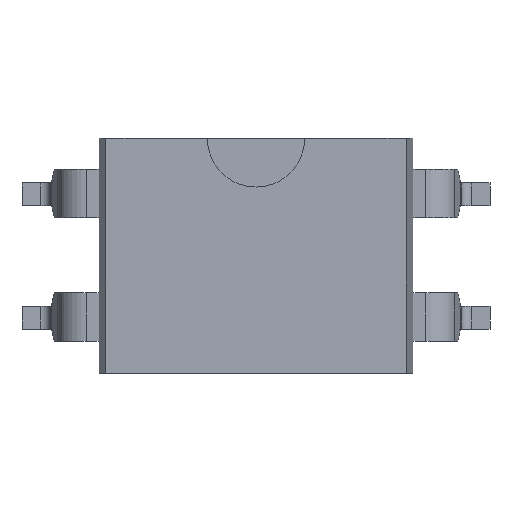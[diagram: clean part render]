
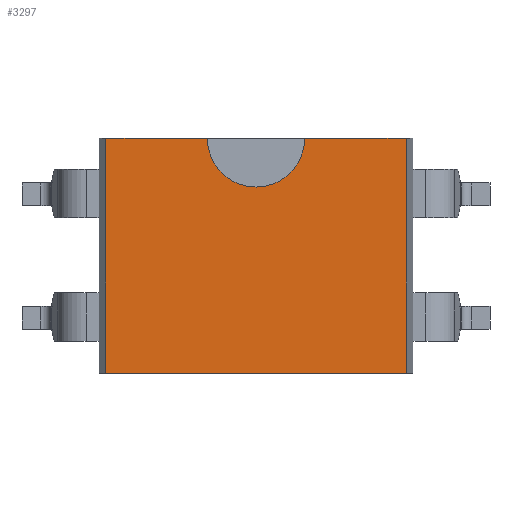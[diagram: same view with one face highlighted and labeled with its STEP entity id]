
A CAD part, top view. The second image highlights one B-rep face of the part: STEP entity #3297.
In plain terms, the highlighted planar face has unit normal (0, 0, 1).
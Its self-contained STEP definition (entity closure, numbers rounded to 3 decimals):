
#3127=CARTESIAN_POINT('',(-1.0,2.415,2.75));
#3128=VERTEX_POINT('',#3127);
#3135=CARTESIAN_POINT('',(1.0,2.415,2.75));
#3136=VERTEX_POINT('',#3135);
#3137=CARTESIAN_POINT('',(0.0,2.415,2.75));
#3138=DIRECTION('',(0.0,0.0,-1.0));
#3139=DIRECTION('',(0.0,-1.0,0.0));
#3140=AXIS2_PLACEMENT_3D('',#3137,#3138,#3139);
#3141=CIRCLE('',#3140,1.0);
#3142=EDGE_CURVE('',#3136,#3128,#3141,.T.);
#3176=CARTESIAN_POINT('',(3.085,2.415,2.75));
#3177=VERTEX_POINT('',#3176);
#3178=CARTESIAN_POINT('',(1.0,2.415,2.75));
#3179=DIRECTION('',(1.0,0.0,0.0));
#3180=VECTOR('',#3179,2.085);
#3181=LINE('',#3178,#3180);
#3182=EDGE_CURVE('',#3136,#3177,#3181,.T.);
#3200=CARTESIAN_POINT('',(-3.085,2.415,2.75));
#3201=VERTEX_POINT('',#3200);
#3208=CARTESIAN_POINT('',(-3.085,2.415,2.75));
#3209=DIRECTION('',(1.0,0.0,0.0));
#3210=VECTOR('',#3209,2.085);
#3211=LINE('',#3208,#3210);
#3212=EDGE_CURVE('',#3201,#3128,#3211,.T.);
#3222=CARTESIAN_POINT('',(3.085,-2.415,2.75));
#3223=VERTEX_POINT('',#3222);
#3239=CARTESIAN_POINT('',(3.085,2.415,2.75));
#3240=DIRECTION('',(0.0,-1.0,0.0));
#3241=VECTOR('',#3240,4.83);
#3242=LINE('',#3239,#3241);
#3243=EDGE_CURVE('',#3177,#3223,#3242,.T.);
#3254=CARTESIAN_POINT('',(-3.085,-2.415,2.75));
#3255=VERTEX_POINT('',#3254);
#3256=CARTESIAN_POINT('',(3.085,-2.415,2.75));
#3257=DIRECTION('',(-1.0,0.0,0.0));
#3258=VECTOR('',#3257,6.17);
#3259=LINE('',#3256,#3258);
#3260=EDGE_CURVE('',#3223,#3255,#3259,.T.);
#3279=CARTESIAN_POINT('',(0.,0.,2.75));
#3280=DIRECTION('',(0.0,0.0,1.0));
#3281=DIRECTION('',(1.0,0.0,0.0));
#3282=AXIS2_PLACEMENT_3D('',#3279,#3280,#3281);
#3283=PLANE('',#3282);
#3284=ORIENTED_EDGE('',*,*,#3142,.T.);
#3285=ORIENTED_EDGE('',*,*,#3212,.F.);
#3286=CARTESIAN_POINT('',(-3.085,-2.415,2.75));
#3287=DIRECTION('',(0.0,1.0,0.0));
#3288=VECTOR('',#3287,4.83);
#3289=LINE('',#3286,#3288);
#3290=EDGE_CURVE('',#3255,#3201,#3289,.T.);
#3291=ORIENTED_EDGE('',*,*,#3290,.F.);
#3292=ORIENTED_EDGE('',*,*,#3260,.F.);
#3293=ORIENTED_EDGE('',*,*,#3243,.F.);
#3294=ORIENTED_EDGE('',*,*,#3182,.F.);
#3295=EDGE_LOOP('',(#3284,#3285,#3291,#3292,#3293,#3294));
#3296=FACE_OUTER_BOUND('',#3295,.T.);
#3297=ADVANCED_FACE('',(#3296),#3283,.T.);
